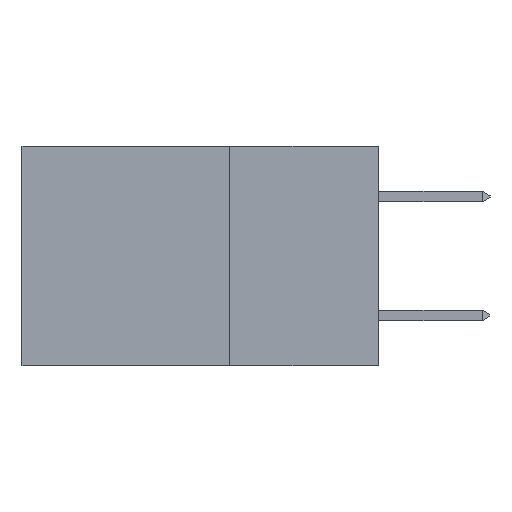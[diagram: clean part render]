
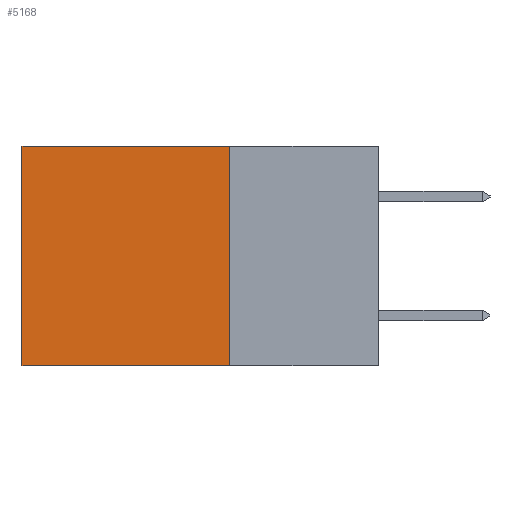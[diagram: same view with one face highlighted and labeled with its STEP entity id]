
A CAD part, left-side view. The second image highlights one B-rep face of the part: STEP entity #5168.
In plain terms, the highlighted planar face has unit normal (-1, 0, 0).
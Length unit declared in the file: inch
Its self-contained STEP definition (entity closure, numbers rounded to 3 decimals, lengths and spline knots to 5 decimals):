
#366 = CARTESIAN_POINT ( 'NONE',  ( 0.298, 0.25, 0. ) ) ;
#648 = LINE ( 'NONE', #2765, #9321 ) ;
#699 = VERTEX_POINT ( 'NONE', #3672 ) ;
#743 = VERTEX_POINT ( 'NONE', #10577 ) ;
#1250 = DIRECTION ( 'NONE',  ( 0., 0., -1. ) ) ;
#1484 = DIRECTION ( 'NONE',  ( 0., 1., 0. ) ) ;
#1749 = LINE ( 'NONE', #3354, #6005 ) ;
#2161 = LINE ( 'NONE', #2218, #8382 ) ;
#2218 = CARTESIAN_POINT ( 'NONE',  ( 0.298, 0.25, 0. ) ) ;
#2349 = DIRECTION ( 'NONE',  ( 1., 0., 0. ) ) ;
#2429 = EDGE_CURVE ( 'NONE', #5128, #743, #648, .T. ) ;
#2455 = LINE ( 'NONE', #9375, #6691 ) ;
#2765 = CARTESIAN_POINT ( 'NONE',  ( 0.298, 0.25, -0.37 ) ) ;
#3247 = DIRECTION ( 'NONE',  ( 0., 1., 0. ) ) ;
#3354 = CARTESIAN_POINT ( 'NONE',  ( 0.298, 0.25, 0. ) ) ;
#3672 = CARTESIAN_POINT ( 'NONE',  ( 0.298, 0.6, 0. ) ) ;
#3688 = EDGE_CURVE ( 'NONE', #699, #743, #2455, .T. ) ;
#4213 = EDGE_LOOP ( 'NONE', ( #9174, #9193, #9220, #9255 ) ) ;
#4222 = DIRECTION ( 'NONE',  ( 0., 0., -1. ) ) ;
#4866 = EDGE_CURVE ( 'NONE', #6272, #699, #2161, .T. ) ;
#5128 = VERTEX_POINT ( 'NONE', #6179 ) ;
#5168 = ADVANCED_FACE ( 'NONE', ( #6147 ), #9616, .F. ) ;
#5862 = AXIS2_PLACEMENT_3D ( 'NONE', #366, #2349, #1250 ) ;
#6005 = VECTOR ( 'NONE', #4222, 39.37008 ) ;
#6147 = FACE_OUTER_BOUND ( 'NONE', #4213, .T. ) ;
#6179 = CARTESIAN_POINT ( 'NONE',  ( 0.298, 0.25, -0.37 ) ) ;
#6272 = VERTEX_POINT ( 'NONE', #7215 ) ;
#6691 = VECTOR ( 'NONE', #9625, 39.37008 ) ;
#7215 = CARTESIAN_POINT ( 'NONE',  ( 0.298, 0.25, 0. ) ) ;
#8382 = VECTOR ( 'NONE', #3247, 39.37008 ) ;
#9174 = ORIENTED_EDGE ( 'NONE', *, *, #3688, .T. ) ;
#9193 = ORIENTED_EDGE ( 'NONE', *, *, #2429, .F. ) ;
#9220 = ORIENTED_EDGE ( 'NONE', *, *, #9613, .F. ) ;
#9255 = ORIENTED_EDGE ( 'NONE', *, *, #4866, .T. ) ;
#9321 = VECTOR ( 'NONE', #1484, 39.37008 ) ;
#9375 = CARTESIAN_POINT ( 'NONE',  ( 0.298, 0.6, 0. ) ) ;
#9613 = EDGE_CURVE ( 'NONE', #6272, #5128, #1749, .T. ) ;
#9616 = PLANE ( 'NONE',  #5862 ) ;
#9625 = DIRECTION ( 'NONE',  ( 0., 0., -1. ) ) ;
#10577 = CARTESIAN_POINT ( 'NONE',  ( 0.298, 0.6, -0.37 ) ) ;
